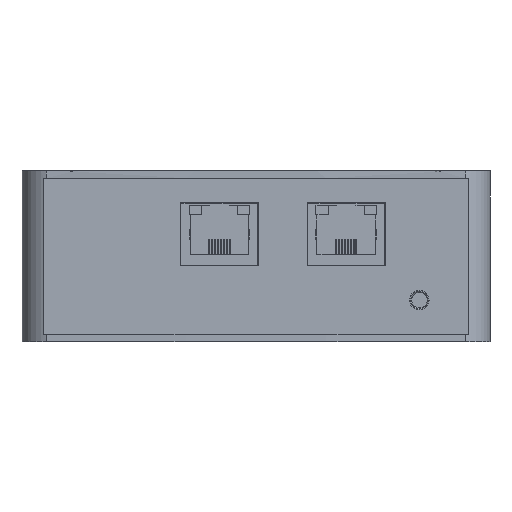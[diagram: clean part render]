
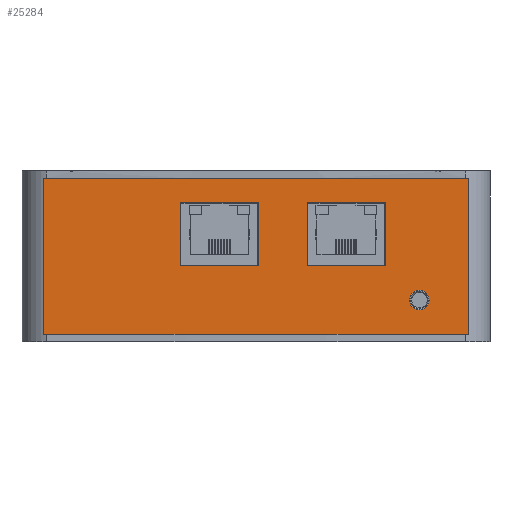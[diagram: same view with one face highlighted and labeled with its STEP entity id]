
A CAD part, left-side view. The second image highlights one B-rep face of the part: STEP entity #25284.
In plain terms, the highlighted planar face has unit normal (-1, 0, 0).
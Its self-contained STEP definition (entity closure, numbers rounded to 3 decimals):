
#412=CIRCLE('',#26753,2.);
#413=CIRCLE('',#26754,2.);
#486=FACE_BOUND('',#3663,.T.);
#487=FACE_BOUND('',#3664,.T.);
#488=FACE_BOUND('',#3665,.T.);
#2382=FACE_OUTER_BOUND('',#3662,.T.);
#3662=EDGE_LOOP('',(#22883,#22884,#22885,#22886));
#3663=EDGE_LOOP('',(#22887,#22888));
#3664=EDGE_LOOP('',(#22889,#22890,#22891,#22892));
#3665=EDGE_LOOP('',(#22893,#22894,#22895,#22896));
#5318=LINE('',#36393,#8543);
#5322=LINE('',#36402,#8547);
#5330=LINE('',#36418,#8555);
#5407=LINE('',#36619,#8632);
#5528=LINE('',#36855,#8753);
#5532=LINE('',#36864,#8757);
#5536=LINE('',#36871,#8761);
#5618=LINE('',#37082,#8843);
#6888=LINE('',#40175,#10113);
#6890=LINE('',#40180,#10115);
#6893=LINE('',#40185,#10118);
#6894=LINE('',#40188,#10119);
#8543=VECTOR('',#29615,10.);
#8547=VECTOR('',#29621,10.);
#8555=VECTOR('',#29633,10.);
#8632=VECTOR('',#29810,10.);
#8753=VECTOR('',#30025,10.);
#8757=VECTOR('',#30031,10.);
#8761=VECTOR('',#30037,10.);
#8843=VECTOR('',#30221,10.);
#10113=VECTOR('',#33033,10.);
#10115=VECTOR('',#33039,10.);
#10118=VECTOR('',#33044,10.);
#10119=VECTOR('',#33049,10.);
#11224=VERTEX_POINT('',#36391);
#11225=VERTEX_POINT('',#36392);
#11228=VERTEX_POINT('',#36400);
#11229=VERTEX_POINT('',#36401);
#11376=VERTEX_POINT('',#36853);
#11377=VERTEX_POINT('',#36854);
#11380=VERTEX_POINT('',#36862);
#11381=VERTEX_POINT('',#36863);
#12363=VERTEX_POINT('',#39991);
#12364=VERTEX_POINT('',#39993);
#12418=VERTEX_POINT('',#40172);
#12419=VERTEX_POINT('',#40174);
#12420=VERTEX_POINT('',#40179);
#12421=VERTEX_POINT('',#40183);
#14077=EDGE_CURVE('',#11224,#11225,#5318,.T.);
#14081=EDGE_CURVE('',#11228,#11229,#5322,.T.);
#14089=EDGE_CURVE('',#11229,#11224,#5330,.T.);
#14186=EDGE_CURVE('',#11225,#11228,#5407,.T.);
#14307=EDGE_CURVE('',#11376,#11377,#5528,.T.);
#14311=EDGE_CURVE('',#11380,#11381,#5532,.T.);
#14315=EDGE_CURVE('',#11381,#11376,#5536,.T.);
#14417=EDGE_CURVE('',#11377,#11380,#5618,.T.);
#15833=EDGE_CURVE('',#12364,#12363,#412,.T.);
#15834=EDGE_CURVE('',#12363,#12364,#413,.T.);
#15924=EDGE_CURVE('',#12418,#12419,#6888,.T.);
#15927=EDGE_CURVE('',#12419,#12420,#6890,.T.);
#15930=EDGE_CURVE('',#12421,#12418,#6893,.T.);
#15932=EDGE_CURVE('',#12420,#12421,#6894,.T.);
#22883=ORIENTED_EDGE('',*,*,#15927,.F.);
#22884=ORIENTED_EDGE('',*,*,#15924,.F.);
#22885=ORIENTED_EDGE('',*,*,#15930,.F.);
#22886=ORIENTED_EDGE('',*,*,#15932,.F.);
#22887=ORIENTED_EDGE('',*,*,#15833,.T.);
#22888=ORIENTED_EDGE('',*,*,#15834,.T.);
#22889=ORIENTED_EDGE('',*,*,#14089,.T.);
#22890=ORIENTED_EDGE('',*,*,#14077,.T.);
#22891=ORIENTED_EDGE('',*,*,#14186,.T.);
#22892=ORIENTED_EDGE('',*,*,#14081,.T.);
#22893=ORIENTED_EDGE('',*,*,#14417,.T.);
#22894=ORIENTED_EDGE('',*,*,#14311,.T.);
#22895=ORIENTED_EDGE('',*,*,#14315,.T.);
#22896=ORIENTED_EDGE('',*,*,#14307,.T.);
#24058=PLANE('',#26812);
#25284=ADVANCED_FACE('',(#2382,#486,#487,#488),#24058,.F.);
#26753=AXIS2_PLACEMENT_3D('',#39994,#32853,#32854);
#26754=AXIS2_PLACEMENT_3D('',#39995,#32855,#32856);
#26812=AXIS2_PLACEMENT_3D('',#40189,#33050,#33051);
#29615=DIRECTION('',(0.,0.,1.));
#29621=DIRECTION('',(0.,0.,-1.));
#29633=DIRECTION('',(0.,1.,0.));
#29810=DIRECTION('',(0.,-1.,0.));
#30025=DIRECTION('',(0.,0.,1.));
#30031=DIRECTION('',(0.,0.,-1.));
#30037=DIRECTION('',(0.,1.,0.));
#30221=DIRECTION('',(0.,-1.,0.));
#32853=DIRECTION('center_axis',(1.,0.,0.));
#32854=DIRECTION('ref_axis',(0.,0.,1.));
#32855=DIRECTION('center_axis',(1.,0.,0.));
#32856=DIRECTION('ref_axis',(0.,0.,1.));
#33033=DIRECTION('',(0.,-1.,0.));
#33039=DIRECTION('',(0.,0.,-1.));
#33044=DIRECTION('',(0.,0.,1.));
#33049=DIRECTION('',(0.,1.,0.));
#33050=DIRECTION('center_axis',(1.,0.,0.));
#33051=DIRECTION('ref_axis',(0.,0.,-1.));
#36391=CARTESIAN_POINT('',(7.,63.5,15.5));
#36392=CARTESIAN_POINT('',(7.,63.5,28.5));
#36393=CARTESIAN_POINT('',(7.,63.5,16.5));
#36400=CARTESIAN_POINT('',(7.,47.5,28.5));
#36401=CARTESIAN_POINT('',(7.,47.5,15.5));
#36402=CARTESIAN_POINT('',(7.,47.5,23.));
#36418=CARTESIAN_POINT('',(7.,47.75,15.5));
#36619=CARTESIAN_POINT('',(7.,55.75,28.5));
#36853=CARTESIAN_POINT('',(7.,37.5,15.5));
#36854=CARTESIAN_POINT('',(7.,37.5,28.5));
#36855=CARTESIAN_POINT('',(7.,37.5,16.5));
#36862=CARTESIAN_POINT('',(7.,21.5,28.5));
#36863=CARTESIAN_POINT('',(7.,21.5,15.5));
#36864=CARTESIAN_POINT('',(7.,21.5,23.));
#36871=CARTESIAN_POINT('',(7.,34.75,15.5));
#37082=CARTESIAN_POINT('',(7.,42.75,28.5));
#39991=CARTESIAN_POINT('',(7.,14.5,6.5));
#39993=CARTESIAN_POINT('',(7.,14.5,10.5));
#39994=CARTESIAN_POINT('Origin',(7.,14.5,8.5));
#39995=CARTESIAN_POINT('Origin',(7.,14.5,8.5));
#40172=CARTESIAN_POINT('',(7.,91.5,33.5));
#40174=CARTESIAN_POINT('',(7.,4.5,33.5));
#40175=CARTESIAN_POINT('',(7.,91.5,33.5));
#40179=CARTESIAN_POINT('',(7.,4.5,1.5));
#40180=CARTESIAN_POINT('',(7.,4.5,33.5));
#40183=CARTESIAN_POINT('',(7.,91.5,1.5));
#40185=CARTESIAN_POINT('',(7.,91.5,1.5));
#40188=CARTESIAN_POINT('',(7.,4.5,1.5));
#40189=CARTESIAN_POINT('Origin',(7.,48.,17.5));
